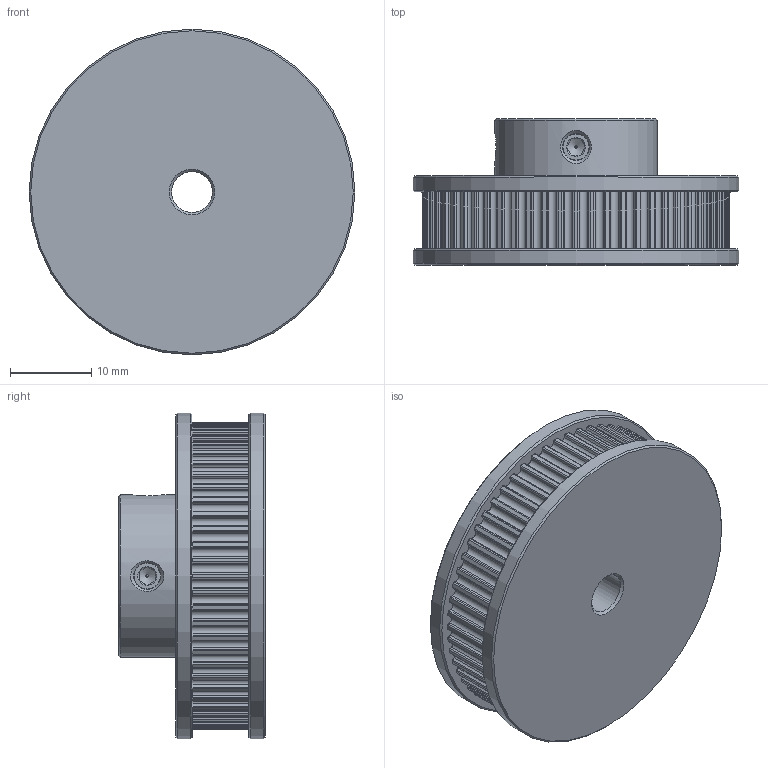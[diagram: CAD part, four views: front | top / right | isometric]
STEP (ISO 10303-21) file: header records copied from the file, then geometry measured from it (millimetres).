
FILE_DESCRIPTION(('FreeCAD Model'),'2;1');
FILE_NAME('Open CASCADE Shape Model','2022-03-24T00:44:12',(''),(''), 'Open CASCADE STEP processor 7.5','FreeCAD','Unknown');
FILE_SCHEMA(('AUTOMOTIVE_DESIGN { 1 0 10303 214 1 1 1 1 }'));
Length unit declared in the file: millimetre
Products named in the file (4): Pulley 60 Tooth 6mm; GT2_Pulley_60T_6mm; M4x6-Screw; M4x6-Screw001
Assembly tree (3 placements, depth 2):
  Pulley 60 Tooth 6mm
    GT2_Pulley_60T_6mm
    M4x6-Screw
    M4x6-Screw001
Bounding box: 40 x 18 x 40 mm (x, y, z)
Volume: 14362.6 mm3; surface area: 5500 mm2
Topology: 3 solids, 3 shells, 418 faces, 1314 edges, 903 vertices
Faces by surface type: cylinder 368, cone 27, plane 21, sphere 2
Full cylindrical faces by diameter (mm): 3.3 x2, 4.04 x2, 5 x1, 20 x1, 40 x2
Entity records: 15815 total; most frequent: CARTESIAN_POINT 3107, DIRECTION 3051, ORIENTED_EDGE 2624, AXIS2_PLACEMENT_3D 1327, EDGE_CURVE 1312, VERTEX_POINT 903, CIRCLE 881, FACE_BOUND 427
